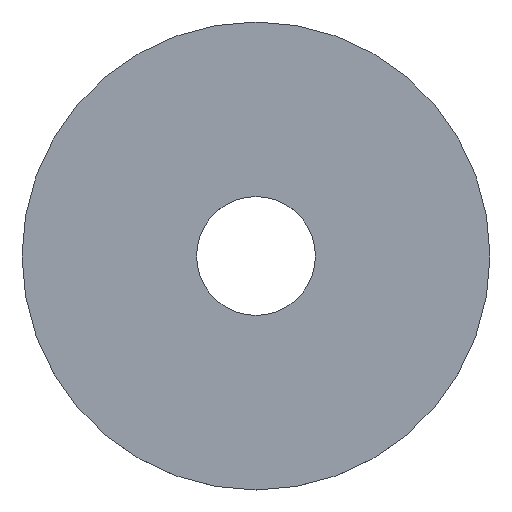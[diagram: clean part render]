
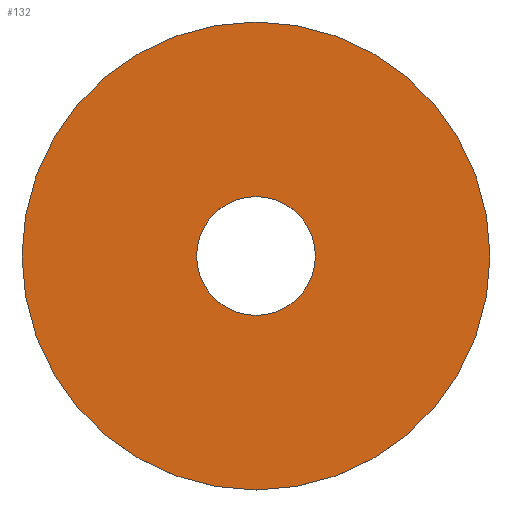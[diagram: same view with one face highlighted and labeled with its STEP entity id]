
A CAD part, top view. The second image highlights one B-rep face of the part: STEP entity #132.
In plain terms, the highlighted planar face has unit normal (0, 0, 1).
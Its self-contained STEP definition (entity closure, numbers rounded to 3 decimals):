
#10 = CIRCLE ( 'NONE', #138, 31.5 ) ;
#13 = AXIS2_PLACEMENT_3D ( 'NONE', #72, #155, #139 ) ;
#21 = PLANE ( 'NONE',  #13 ) ;
#22 = AXIS2_PLACEMENT_3D ( 'NONE', #45, #157, #59 ) ;
#24 = VERTEX_POINT ( 'NONE', #95 ) ;
#29 = DIRECTION ( 'NONE',  ( 0., 1., 0. ) ) ;
#34 = DIRECTION ( 'NONE',  ( 0., 0., -1. ) ) ;
#45 = CARTESIAN_POINT ( 'NONE',  ( 0., 0., 1.5 ) ) ;
#59 = DIRECTION ( 'NONE',  ( 0., 1., 0. ) ) ;
#72 = CARTESIAN_POINT ( 'NONE',  ( 0., 8., 1.5 ) ) ;
#80 = VERTEX_POINT ( 'NONE', #134 ) ;
#87 = CARTESIAN_POINT ( 'NONE',  ( 0., 0., 1.5 ) ) ;
#95 = CARTESIAN_POINT ( 'NONE',  ( 0., 31.5, 1.5 ) ) ;
#102 = EDGE_CURVE ( 'NONE', #24, #24, #10, .T. ) ;
#103 = EDGE_LOOP ( 'NONE', ( #112 ) ) ;
#110 = FACE_BOUND ( 'NONE', #103, .T. ) ;
#112 = ORIENTED_EDGE ( 'NONE', *, *, #166, .T. ) ;
#132 = ADVANCED_FACE ( 'NONE', ( #110, #137 ), #21, .T. ) ;
#134 = CARTESIAN_POINT ( 'NONE',  ( 0., 8., 1.5 ) ) ;
#137 = FACE_OUTER_BOUND ( 'NONE', #145, .T. ) ;
#138 = AXIS2_PLACEMENT_3D ( 'NONE', #87, #34, #29 ) ;
#139 = DIRECTION ( 'NONE',  ( 0., -1., 0. ) ) ;
#145 = EDGE_LOOP ( 'NONE', ( #148 ) ) ;
#147 = CIRCLE ( 'NONE', #22, 8. ) ;
#148 = ORIENTED_EDGE ( 'NONE', *, *, #102, .F. ) ;
#155 = DIRECTION ( 'NONE',  ( 0., 0., 1. ) ) ;
#157 = DIRECTION ( 'NONE',  ( 0., 0., -1. ) ) ;
#166 = EDGE_CURVE ( 'NONE', #80, #80, #147, .T. ) ;
